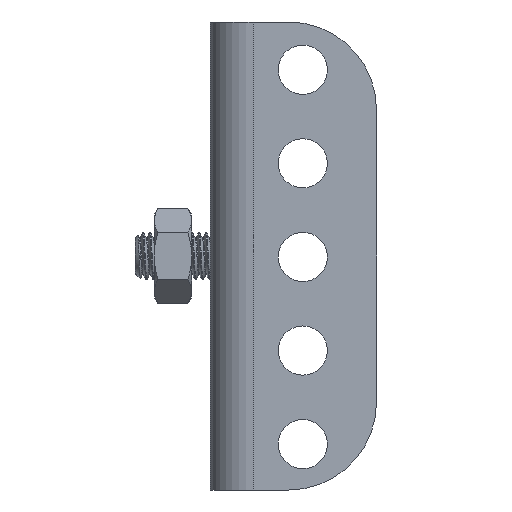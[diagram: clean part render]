
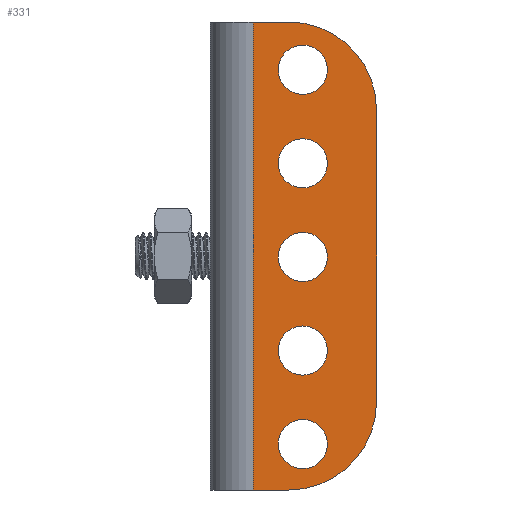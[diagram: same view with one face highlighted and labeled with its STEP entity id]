
A CAD part, left-side view. The second image highlights one B-rep face of the part: STEP entity #331.
In plain terms, the highlighted planar face has unit normal (-1, 0, 0).
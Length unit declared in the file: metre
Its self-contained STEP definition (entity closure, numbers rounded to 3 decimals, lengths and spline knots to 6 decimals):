
#331 = ADVANCED_FACE( '', ( #791, #792, #793, #794, #795, #796 ), #797, .F. );
#791 = FACE_BOUND( '', #1463, .T. );
#792 = FACE_BOUND( '', #1464, .T. );
#793 = FACE_BOUND( '', #1465, .T. );
#794 = FACE_BOUND( '', #1466, .T. );
#795 = FACE_BOUND( '', #1467, .T. );
#796 = FACE_OUTER_BOUND( '', #1468, .T. );
#797 = PLANE( '', #1469 );
#1463 = EDGE_LOOP( '', ( #3297 ) );
#1464 = EDGE_LOOP( '', ( #3298 ) );
#1465 = EDGE_LOOP( '', ( #3299 ) );
#1466 = EDGE_LOOP( '', ( #3300 ) );
#1467 = EDGE_LOOP( '', ( #3301 ) );
#1468 = EDGE_LOOP( '', ( #3302, #3303, #3304, #3305, #3306, #3307 ) );
#1469 = AXIS2_PLACEMENT_3D( '', #3308, #3309, #3310 );
#3297 = ORIENTED_EDGE( '', *, *, #4430, .T. );
#3298 = ORIENTED_EDGE( '', *, *, #4311, .T. );
#3299 = ORIENTED_EDGE( '', *, *, #4431, .T. );
#3300 = ORIENTED_EDGE( '', *, *, #4432, .T. );
#3301 = ORIENTED_EDGE( '', *, *, #4433, .T. );
#3302 = ORIENTED_EDGE( '', *, *, #4203, .F. );
#3303 = ORIENTED_EDGE( '', *, *, #4434, .T. );
#3304 = ORIENTED_EDGE( '', *, *, #4228, .T. );
#3305 = ORIENTED_EDGE( '', *, *, #4435, .T. );
#3306 = ORIENTED_EDGE( '', *, *, #4317, .F. );
#3307 = ORIENTED_EDGE( '', *, *, #4295, .T. );
#3308 = CARTESIAN_POINT( '', ( -0.089717, 0.041933, 0.0016 ) );
#3309 = DIRECTION( '', ( 1., 0., 0. ) );
#3310 = DIRECTION( '', ( 0., 0., -1. ) );
#4203 = EDGE_CURVE( '', #4724, #4726, #4727, .T. );
#4228 = EDGE_CURVE( '', #4771, #4769, #4772, .T. );
#4295 = EDGE_CURVE( '', #4887, #4726, #4888, .F. );
#4311 = EDGE_CURVE( '', #4912, #4912, #4913, .T. );
#4317 = EDGE_CURVE( '', #4887, #4919, #4920, .T. );
#4430 = EDGE_CURVE( '', #5117, #5117, #5118, .T. );
#4431 = EDGE_CURVE( '', #5119, #5119, #5120, .T. );
#4432 = EDGE_CURVE( '', #5121, #5121, #5122, .T. );
#4433 = EDGE_CURVE( '', #5123, #5123, #5124, .T. );
#4434 = EDGE_CURVE( '', #4724, #4771, #5125, .F. );
#4435 = EDGE_CURVE( '', #4769, #4919, #5126, .T. );
#4724 = VERTEX_POINT( '', #5561 );
#4726 = VERTEX_POINT( '', #5564 );
#4727 = LINE( '', #5565, #5566 );
#4769 = VERTEX_POINT( '', #5619 );
#4771 = VERTEX_POINT( '', #5621 );
#4772 = LINE( '', #5622, #5623 );
#4887 = VERTEX_POINT( '', #6066 );
#4888 = CIRCLE( '', #6067, 0.0075 );
#4912 = VERTEX_POINT( '', #6111 );
#4913 = CIRCLE( '', #6112, 0.0021 );
#4919 = VERTEX_POINT( '', #6124 );
#4920 = LINE( '', #6125, #6126 );
#5117 = VERTEX_POINT( '', #6380 );
#5118 = CIRCLE( '', #6381, 0.0021 );
#5119 = VERTEX_POINT( '', #6382 );
#5120 = CIRCLE( '', #6383, 0.0021 );
#5121 = VERTEX_POINT( '', #6384 );
#5122 = CIRCLE( '', #6385, 0.0021 );
#5123 = VERTEX_POINT( '', #6386 );
#5124 = CIRCLE( '', #6387, 0.0021 );
#5125 = CIRCLE( '', #6388, 0.0075 );
#5126 = LINE( '', #6389, #6390 );
#5561 = CARTESIAN_POINT( '', ( -0.089717, -0.001567, 0.0142 ) );
#5564 = CARTESIAN_POINT( '', ( -0.089717, -0.026567, 0.0142 ) );
#5565 = CARTESIAN_POINT( '', ( -0.089717, 0.041933, 0.0142 ) );
#5566 = VECTOR( '', #8223, 1. );
#5619 = CARTESIAN_POINT( '', ( -0.089717, 0.005933, 0.00367 ) );
#5621 = CARTESIAN_POINT( '', ( -0.089717, 0.005933, 0.0067 ) );
#5622 = CARTESIAN_POINT( '', ( -0.089717, 0.005933, 0.025 ) );
#5623 = VECTOR( '', #8259, 1. );
#6066 = CARTESIAN_POINT( '', ( -0.089717, -0.034067, 0.0067 ) );
#6067 = AXIS2_PLACEMENT_3D( '', #8334, #8335, #8336 );
#6111 = CARTESIAN_POINT( '', ( -0.089717, -0.022147, 0.0058 ) );
#6112 = AXIS2_PLACEMENT_3D( '', #8358, #8359, #8360 );
#6124 = CARTESIAN_POINT( '', ( -0.089717, -0.034067, 0.00367 ) );
#6125 = CARTESIAN_POINT( '', ( -0.089717, -0.034067, 0.0016 ) );
#6126 = VECTOR( '', #8363, 1. );
#6380 = CARTESIAN_POINT( '', ( -0.089717, -0.030147, 0.0058 ) );
#6381 = AXIS2_PLACEMENT_3D( '', #8600, #8601, #8602 );
#6382 = CARTESIAN_POINT( '', ( -0.089717, -0.014147, 0.0058 ) );
#6383 = AXIS2_PLACEMENT_3D( '', #8603, #8604, #8605 );
#6384 = CARTESIAN_POINT( '', ( -0.089717, -0.006147, 0.0058 ) );
#6385 = AXIS2_PLACEMENT_3D( '', #8606, #8607, #8608 );
#6386 = CARTESIAN_POINT( '', ( -0.089717, 0.001853, 0.0058 ) );
#6387 = AXIS2_PLACEMENT_3D( '', #8609, #8610, #8611 );
#6388 = AXIS2_PLACEMENT_3D( '', #8612, #8613, #8614 );
#6389 = CARTESIAN_POINT( '', ( -0.089717, 0.041933, 0.00367 ) );
#6390 = VECTOR( '', #8615, 1. );
#8223 = DIRECTION( '', ( 0., -1., 0. ) );
#8259 = DIRECTION( '', ( 0., 0., -1. ) );
#8334 = CARTESIAN_POINT( '', ( -0.089717, -0.026567, 0.0067 ) );
#8335 = DIRECTION( '', ( 1., 0., 0. ) );
#8336 = DIRECTION( '', ( 0., 0., -1. ) );
#8358 = CARTESIAN_POINT( '', ( -0.089717, -0.022147, 0.0079 ) );
#8359 = DIRECTION( '', ( 1., 0., 0. ) );
#8360 = DIRECTION( '', ( 0., 0., -1. ) );
#8363 = DIRECTION( '', ( 0., 0., -1. ) );
#8600 = CARTESIAN_POINT( '', ( -0.089717, -0.030147, 0.0079 ) );
#8601 = DIRECTION( '', ( 1., 0., 0. ) );
#8602 = DIRECTION( '', ( 0., 0., -1. ) );
#8603 = CARTESIAN_POINT( '', ( -0.089717, -0.014147, 0.0079 ) );
#8604 = DIRECTION( '', ( 1., 0., 0. ) );
#8605 = DIRECTION( '', ( 0., 0., -1. ) );
#8606 = CARTESIAN_POINT( '', ( -0.089717, -0.006147, 0.0079 ) );
#8607 = DIRECTION( '', ( 1., 0., 0. ) );
#8608 = DIRECTION( '', ( 0., 0., -1. ) );
#8609 = CARTESIAN_POINT( '', ( -0.089717, 0.001853, 0.0079 ) );
#8610 = DIRECTION( '', ( 1., 0., 0. ) );
#8611 = DIRECTION( '', ( 0., 0., -1. ) );
#8612 = CARTESIAN_POINT( '', ( -0.089717, -0.001567, 0.0067 ) );
#8613 = DIRECTION( '', ( 1., 0., 0. ) );
#8614 = DIRECTION( '', ( 0., 0., -1. ) );
#8615 = DIRECTION( '', ( 0., -1., 0. ) );
